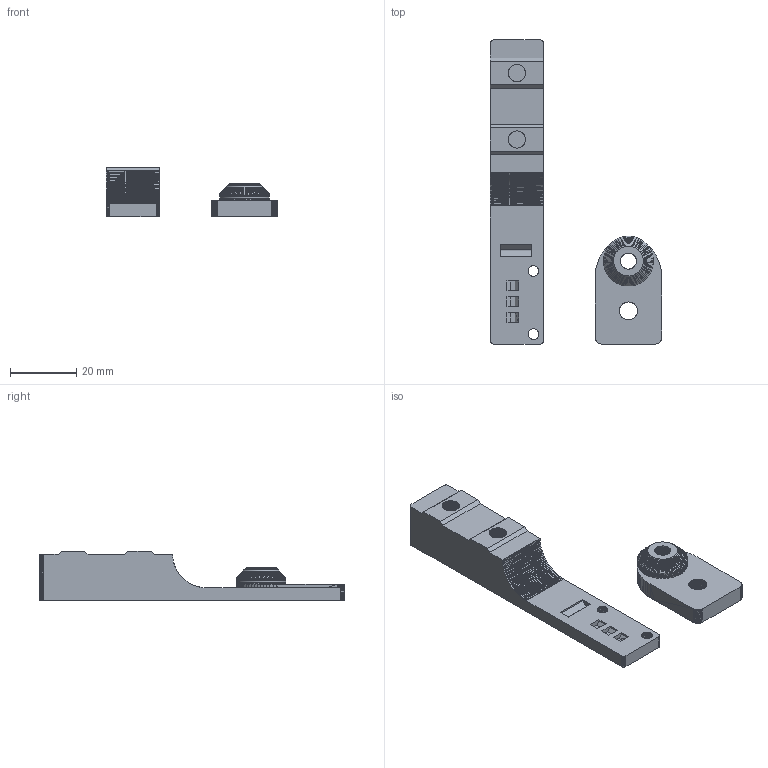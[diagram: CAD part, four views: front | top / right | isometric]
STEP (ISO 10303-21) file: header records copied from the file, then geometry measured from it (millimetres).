
FILE_DESCRIPTION(/* description */ (''),/* implementation_level */ '2;1');
FILE_NAME(/* name */ '1-EndstopZ_Brackets.stp',/* time_stamp */ '2017-03-23T13:04:28-04:00',/* author */ ('Tiktiki'),/* organization */ (''),/* preprocessor_version */ 'ST-DEVELOPER v16.1',/* originating_system */ 'Autodesk Inventor 2016',/* authorisation */ '');
FILE_SCHEMA (('AUTOMOTIVE_DESIGN { 1 0 10303 214 3 1 1 }'));
Length unit declared in the file: millimetre
Products named in the file (1): 1-EndstopZ_Brackets
Bounding box: 51.6 x 91.62 x 15 mm (x, y, z)
Volume: 14595.7 mm3; surface area: 7716.9 mm2
Topology: 2 solids, 2 shells, 1564 faces, 3450 edges, 1897 vertices
Faces by surface type: plane 1564
Entity records: 40521 total; most frequent: CARTESIAN_POINT 6912, ORIENTED_EDGE 6900, DIRECTION 6580, LINE 3450, VECTOR 3450, EDGE_CURVE 3450, VERTEX_POINT 1897, EDGE_LOOP 1579
